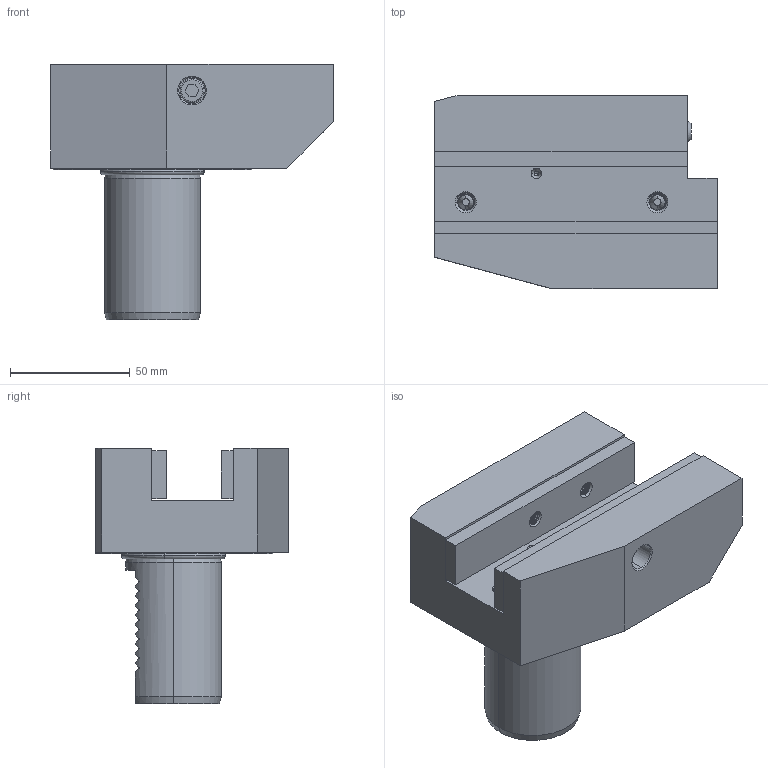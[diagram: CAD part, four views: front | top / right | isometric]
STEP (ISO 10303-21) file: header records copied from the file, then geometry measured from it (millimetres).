
FILE_DESCRIPTION (( 'STEP AP203' ), '1' );
FILE_NAME ('409.35.25.STEP', '2016-11-28T09:26:58', ( '' ), ( '' ), 'SwSTEP 2.0', 'SolidWorks 2012', '' );
FILE_SCHEMA (( 'CONFIG_CONTROL_DESIGN' ));
Products named in the file (13): 管螺文螺絲; 409.35.25; 皿頭_M4xP0.7x8L; O型環39.4; M8尖頭螺絲; M12平頭螺絲; M6x20; 18x7.8; M6x12; 2-44100006N4出水銅嘴; VDI40    B5; 105x20x6; 118x20x5
Assembly tree (17 placements, depth 2):
  409.35.25
    VDI40    B5
    118x20x5
    105x20x6
    2-44100006N4出水銅嘴
    18x7.8  x2
    M6x12
    M6x20  x2
    M8尖頭螺絲  x2
    M12平頭螺絲  x3
    O型環39.4
    皿頭_M4xP0.7x8L
    管螺文螺絲
Bounding box: 118 x 80.5 x 106.7 mm (x, y, z)
Volume: 374504.6 mm3; surface area: 77228.3 mm2
Topology: 34 solids, 34 shells, 845 faces, 2185 edges, 1418 vertices
Faces by surface type: cylinder 387, cone 179, plane 171, bspline 84, torus 22, sphere 2
Entity records: 92290 total; most frequent: CARTESIAN_POINT 75877, ORIENTED_EDGE 3618, DIRECTION 2511, EDGE_CURVE 1809, VERTEX_POINT 1176, AXIS2_PLACEMENT_3D 914, EDGE_LOOP 751, FACE_OUTER_BOUND 706
